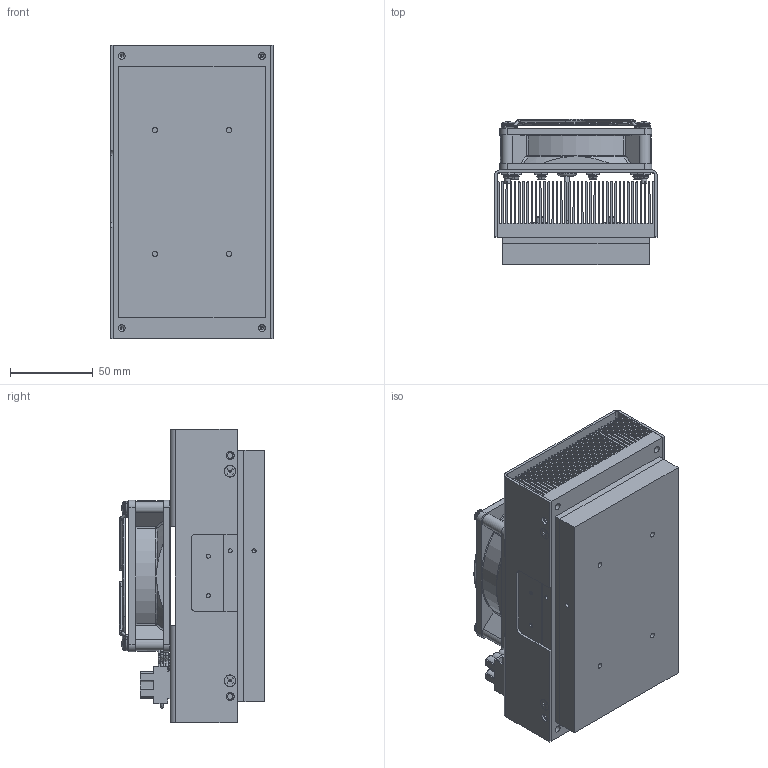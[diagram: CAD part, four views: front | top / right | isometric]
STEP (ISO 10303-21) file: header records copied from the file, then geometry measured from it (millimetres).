
FILE_DESCRIPTION(/* description */ ('Alibre Inc.'),/* implementation_level */ '2;1');
FILE_NAME(/* name */ 'export-C08B16FD-4F8C-4444-8A78-9904B64A3163',/* time_stamp */ '2023-10-19T15:49:10-04:00',/* author */ (''),/* organization */ (''),/* preprocessor_version */ 'ST-DEVELOPER v17',/* originating_system */ 'Alibre',/* authorisation */ '');
FILE_SCHEMA (('AUTOMOTIVE_DESIGN'));
Length unit declared in the file: millimetre
Products named in the file (45): Rev C; 810-7401-001_C; None; SC92-W2
Bounding box: 98.58 x 87.87 x 177.8 mm (x, y, z)
Volume: 623201.5 mm3; surface area: 558456.3 mm2
Topology: 129 solids, 129 shells, 3522 faces, 8798 edges, 5669 vertices
Faces by surface type: plane 1532, bspline 1164, cylinder 536, torus 153, cone 129, sphere 8
Full cylindrical faces by diameter (mm): 0.991 x8, 1.422 x18, 1.524 x8, 1.803 x12, 1.829 x10, 2.459 x8, 2.6 x4, 2.642 x10, 3.048 x2, 3.05 x2, 3.1 x6, 3.242 x8, 3.505 x18, 4 x12, 4.134 x4, 4.166 x12, 4.216 x6, 4.267 x6, 4.5 x4, 4.75 x1, 4.83 x8, 5.563 x8, 5.59 x6, 5.74 x12, 6.299 x6, 6.35 x6, 6.858 x8, 7.925 x1, 8.128 x1, 9.525 x6
Entity records: 136577 total; most frequent: CARTESIAN_POINT 78283, ORIENTED_EDGE 13846, DIRECTION 7601, EDGE_CURVE 6923, VERTEX_POINT 4588, FACE_BOUND 3281, EDGE_LOOP 3274, AXIS2_PLACEMENT_3D 2919
